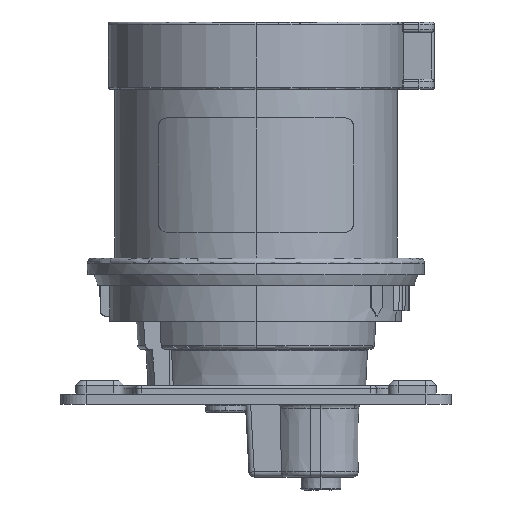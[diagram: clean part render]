
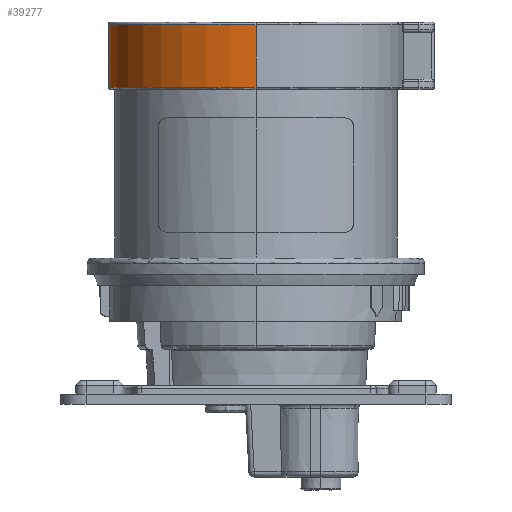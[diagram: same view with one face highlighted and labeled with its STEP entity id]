
A CAD part, left-side view. The second image highlights one B-rep face of the part: STEP entity #39277.
In plain terms, the highlighted cylindrical face has radius 28.45 mm (diameter 56.9 mm), a partial arc.
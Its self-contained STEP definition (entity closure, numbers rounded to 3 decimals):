
#2756 = EDGE_CURVE ( 'NONE', #65401, #35048, #69425, .T. ) ;
#3303 = EDGE_LOOP ( 'NONE', ( #90706, #16810, #27945, #81774 ) ) ;
#9303 = CARTESIAN_POINT ( 'NONE',  ( 28.45, 0., 63.7 ) ) ;
#10473 = CIRCLE ( 'NONE', #26991, 28.45 ) ;
#11517 = DIRECTION ( 'NONE',  ( 0., 0., 1. ) ) ;
#11766 = CARTESIAN_POINT ( 'NONE',  ( -28.45, 0., 63.7 ) ) ;
#13892 = CARTESIAN_POINT ( 'NONE',  ( -28.45, 0., 64.2 ) ) ;
#15128 = CARTESIAN_POINT ( 'NONE',  ( 0., 0., 64.2 ) ) ;
#16810 = ORIENTED_EDGE ( 'NONE', *, *, #80490, .T. ) ;
#16838 = LINE ( 'NONE', #54524, #33744 ) ;
#20627 = CARTESIAN_POINT ( 'NONE',  ( 28.45, 0., 51.6 ) ) ;
#22406 = DIRECTION ( 'NONE',  ( 0., 0., 1. ) ) ;
#23579 = CYLINDRICAL_SURFACE ( 'NONE', #92978, 28.45 ) ;
#24737 = EDGE_CURVE ( 'NONE', #38117, #65401, #16838, .T. ) ;
#26991 = AXIS2_PLACEMENT_3D ( 'NONE', #39405, #60974, #75012 ) ;
#27945 = ORIENTED_EDGE ( 'NONE', *, *, #2756, .F. ) ;
#33562 = CARTESIAN_POINT ( 'NONE',  ( -28.45, 0., 51.6 ) ) ;
#33744 = VECTOR ( 'NONE', #11517, 1000. ) ;
#35048 = VERTEX_POINT ( 'NONE', #11766 ) ;
#38117 = VERTEX_POINT ( 'NONE', #20627 ) ;
#39277 = ADVANCED_FACE ( 'NONE', ( #43888 ), #23579, .T. ) ;
#39405 = CARTESIAN_POINT ( 'NONE',  ( 0., 0., 51.6 ) ) ;
#43888 = FACE_OUTER_BOUND ( 'NONE', #3303, .T. ) ;
#51543 = EDGE_CURVE ( 'NONE', #38117, #83395, #10473, .T. ) ;
#53566 = AXIS2_PLACEMENT_3D ( 'NONE', #75433, #67043, #60149 ) ;
#54524 = CARTESIAN_POINT ( 'NONE',  ( 28.45, 0., 64.2 ) ) ;
#60149 = DIRECTION ( 'NONE',  ( 1., 0., 0. ) ) ;
#60463 = LINE ( 'NONE', #13892, #83949 ) ;
#60974 = DIRECTION ( 'NONE',  ( 0., 0., 1. ) ) ;
#65401 = VERTEX_POINT ( 'NONE', #9303 ) ;
#67043 = DIRECTION ( 'NONE',  ( 0., 0., 1. ) ) ;
#69425 = CIRCLE ( 'NONE', #53566, 28.45 ) ;
#72537 = DIRECTION ( 'NONE',  ( 1., 0., 0. ) ) ;
#75012 = DIRECTION ( 'NONE',  ( 1., 0., 0. ) ) ;
#75433 = CARTESIAN_POINT ( 'NONE',  ( 0., 0., 63.7 ) ) ;
#78464 = DIRECTION ( 'NONE',  ( 0., 0., 1. ) ) ;
#80490 = EDGE_CURVE ( 'NONE', #83395, #35048, #60463, .T. ) ;
#81774 = ORIENTED_EDGE ( 'NONE', *, *, #24737, .F. ) ;
#83395 = VERTEX_POINT ( 'NONE', #33562 ) ;
#83949 = VECTOR ( 'NONE', #78464, 1000. ) ;
#90706 = ORIENTED_EDGE ( 'NONE', *, *, #51543, .T. ) ;
#92978 = AXIS2_PLACEMENT_3D ( 'NONE', #15128, #22406, #72537 ) ;
